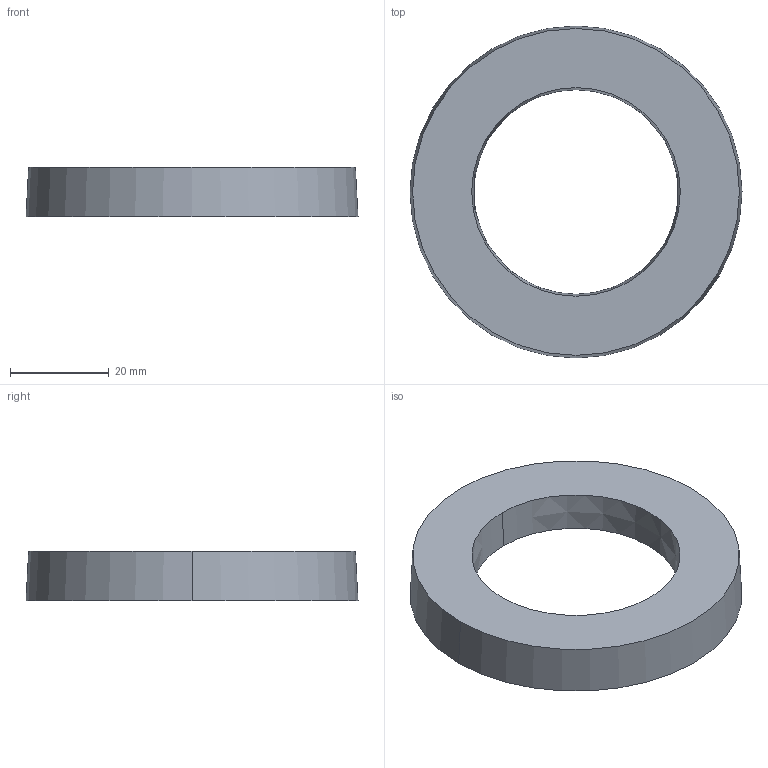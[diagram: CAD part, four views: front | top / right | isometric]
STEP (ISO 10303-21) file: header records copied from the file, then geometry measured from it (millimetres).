
FILE_DESCRIPTION (( 'STEP AP214' ), '1' );
FILE_NAME ('6411022', '2019-02-01T14:31:43', ( '' ), ('JUGARD+KÜNSTNER GmbH'), 'SwSTEP 2.0', 'SolidWorks 2017', '' );
FILE_SCHEMA (( 'AUTOMOTIVE_DESIGN' ));
Length unit declared in the file: millimetre
Products named in the file (1): 6411022_CNAJF00
Bounding box: 67.39 x 67.39 x 10 mm (x, y, z)
Volume: 16128.9 mm3; surface area: 9067 mm2
Topology: 1 solids, 1 shells, 14 faces, 28 edges, 18 vertices
Faces by surface type: cone 10, plane 4
Entity records: 412 total; most frequent: DIRECTION 76, CARTESIAN_POINT 61, ORIENTED_EDGE 56, AXIS2_PLACEMENT_3D 33, EDGE_CURVE 28, CIRCLE 18, EDGE_LOOP 18, VERTEX_POINT 18
